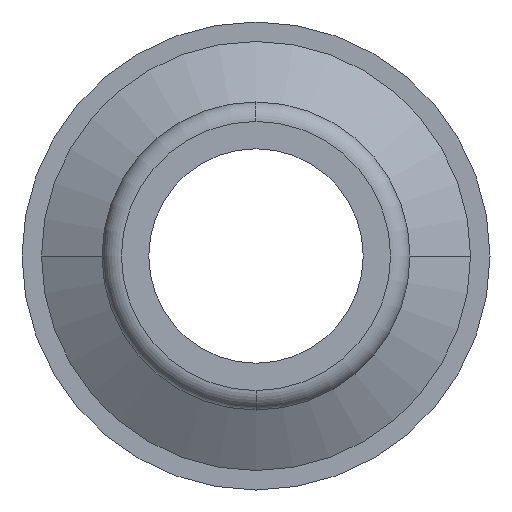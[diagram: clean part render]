
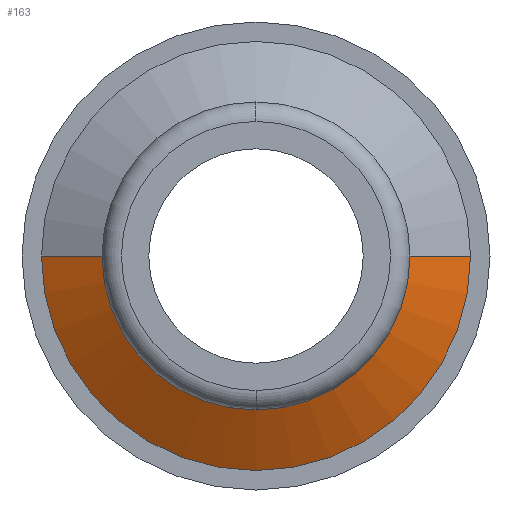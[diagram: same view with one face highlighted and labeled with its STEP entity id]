
A CAD part, front view. The second image highlights one B-rep face of the part: STEP entity #163.
In plain terms, the highlighted conical face has half-angle 60 degrees and reference radius 4.725 mm.
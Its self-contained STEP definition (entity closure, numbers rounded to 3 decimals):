
#163=ADVANCED_FACE('',(#340),#341,.T.);
#340=FACE_OUTER_BOUND('',#529,.T.);
#341=CONICAL_SURFACE('',#530,4.725,1.047);
#529=EDGE_LOOP('',(#927,#928,#929,#930));
#530=AXIS2_PLACEMENT_3D('',#931,#932,#933);
#927=ORIENTED_EDGE('',*,*,#1183,.F.);
#928=ORIENTED_EDGE('',*,*,#1178,.T.);
#929=ORIENTED_EDGE('',*,*,#1185,.F.);
#930=ORIENTED_EDGE('',*,*,#1205,.F.);
#931=CARTESIAN_POINT('',(0.0,8.447,0.0));
#932=DIRECTION('',(-0.0,1.0,-0.0));
#933=DIRECTION('',(1.0,0.0,0.0));
#1178=EDGE_CURVE('',#1286,#1288,#1426,.T.);
#1183=EDGE_CURVE('',#1286,#1433,#1434,.T.);
#1185=EDGE_CURVE('',#1435,#1288,#1437,.T.);
#1205=EDGE_CURVE('',#1433,#1435,#1461,.T.);
#1286=VERTEX_POINT('',#1551);
#1288=VERTEX_POINT('',#1554);
#1426=CIRCLE('',#1715,3.95);
#1433=VERTEX_POINT('',#1722);
#1434=LINE('',#1723,#1724);
#1435=VERTEX_POINT('',#1725);
#1437=LINE('',#1727,#1728);
#1461=CIRCLE('',#1757,5.5);
#1551=CARTESIAN_POINT('',(3.95,8.0,0.0));
#1554=CARTESIAN_POINT('',(-3.95,8.0,0.));
#1715=AXIS2_PLACEMENT_3D('',#2011,#2012,#2013);
#1722=CARTESIAN_POINT('',(5.5,8.895,0.0));
#1723=CARTESIAN_POINT('',(4.725,8.447,0.));
#1724=VECTOR('',#2020,1.0);
#1725=CARTESIAN_POINT('',(-5.5,8.895,0.));
#1727=CARTESIAN_POINT('',(-4.725,8.447,0.));
#1728=VECTOR('',#2024,1.0);
#1757=AXIS2_PLACEMENT_3D('',#2051,#2052,#2053);
#2011=CARTESIAN_POINT('',(0.0,8.0,0.0));
#2012=DIRECTION('',(-0.0,1.0,0.0));
#2013=DIRECTION('',(1.0,0.0,0.0));
#2020=DIRECTION('',(0.866,0.5,0.));
#2024=DIRECTION('',(0.866,-0.5,0.));
#2051=CARTESIAN_POINT('',(0.0,8.895,0.0));
#2052=DIRECTION('',(-0.0,1.0,0.0));
#2053=DIRECTION('',(1.0,0.0,0.0));
